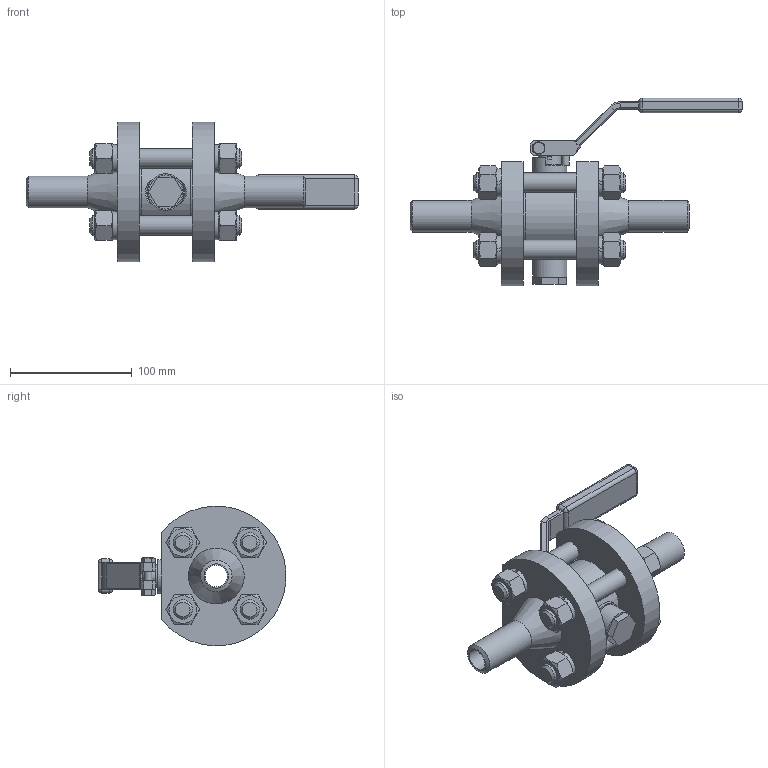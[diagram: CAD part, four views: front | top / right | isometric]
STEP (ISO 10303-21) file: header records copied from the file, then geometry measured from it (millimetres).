
FILE_DESCRIPTION(('STEP AP242'), '1');
FILE_NAME('埡39.320.020.000', '', ('UNSPECIFIED'), ('UNSPECIFIED'), 'ASCON STEP Converter 1.6', 'ASCON Math Kernel', '');
FILE_SCHEMA(('AP242_MANAGED_MODEL_BASED_3D_ENGINEERING_MIM_LF { 1 0 10303 442 1 1 4 }'));
Length unit declared in the file: millimetre
Products named in the file (1): 埡39.320.020.000
Bounding box: 273.21 x 154.53 x 114.87 mm (x, y, z)
Volume: 693588.7 mm3; surface area: 143203.8 mm2
Topology: 1 solids, 1 shells, 595 faces, 1516 edges, 953 vertices
Faces by surface type: plane 300, cylinder 228, cone 56, sphere 10, torus 1
Full cylindrical faces by diameter (mm): 4.917 x1, 6 x3, 7 x2, 9.5 x1, 12 x3, 13 x1, 16 x12, 18 x11, 19 x4, 21 x3, 26 x4, 28 x2, 30 x2, 54 x2, 60 x1
Entity records: 27714 total; most frequent: CARTESIAN_POINT 8789, DIRECTION 3012, ORIENTED_EDGE 2814, EDGE_CURVE 1407, AXIS2_PLACEMENT_3D 1178, VERTEX_POINT 953, EDGE_LOOP 768, LINE 656
